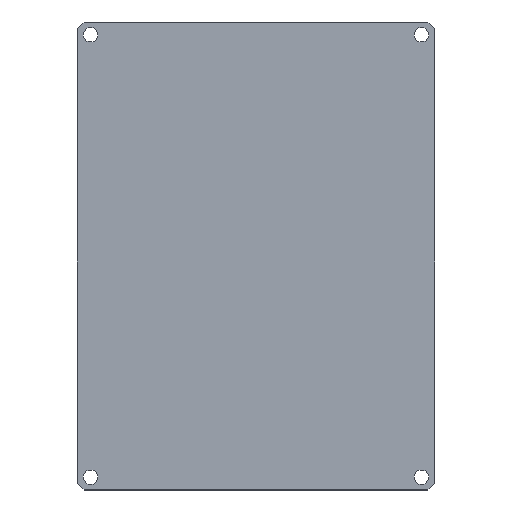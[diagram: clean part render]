
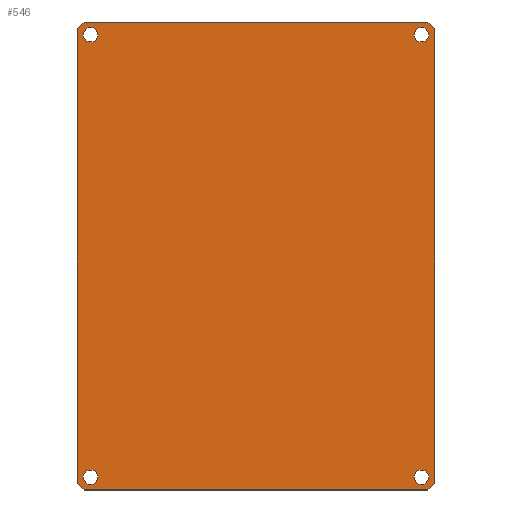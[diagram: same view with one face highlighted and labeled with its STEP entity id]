
A CAD part, top view. The second image highlights one B-rep face of the part: STEP entity #546.
In plain terms, the highlighted planar face has unit normal (0, 0, 1).
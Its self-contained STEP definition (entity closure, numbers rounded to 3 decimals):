
#6 = VERTEX_POINT ( 'NONE', #97 ) ;
#10 = CIRCLE ( 'NONE', #454, 3.175 ) ;
#15 = CARTESIAN_POINT ( 'NONE',  ( 75.5, 102.75, 2. ) ) ;
#17 = FACE_BOUND ( 'NONE', #247, .T. ) ;
#25 = CARTESIAN_POINT ( 'NONE',  ( -69.475, 97.15, 2. ) ) ;
#26 = DIRECTION ( 'NONE',  ( 0., 0., 1. ) ) ;
#32 = CARTESIAN_POINT ( 'NONE',  ( -75.825, 97.15, 2. ) ) ;
#35 = VECTOR ( 'NONE', #218, 1000. ) ;
#38 = AXIS2_PLACEMENT_3D ( 'NONE', #524, #381, #77 ) ;
#48 = LINE ( 'NONE', #516, #35 ) ;
#66 = VECTOR ( 'NONE', #213, 1000. ) ;
#72 = ORIENTED_EDGE ( 'NONE', *, *, #201, .T. ) ;
#75 = CARTESIAN_POINT ( 'NONE',  ( 78.5, -99.75, 2. ) ) ;
#77 = DIRECTION ( 'NONE',  ( 1., 0., 0. ) ) ;
#79 = VERTEX_POINT ( 'NONE', #15 ) ;
#80 = ORIENTED_EDGE ( 'NONE', *, *, #148, .F. ) ;
#83 = CARTESIAN_POINT ( 'NONE',  ( 178.25, 0., 2. ) ) ;
#86 = EDGE_LOOP ( 'NONE', ( #335, #315 ) ) ;
#91 = DIRECTION ( 'NONE',  ( -0.707, -0.707, 0. ) ) ;
#97 = CARTESIAN_POINT ( 'NONE',  ( -78.5, -99.75, 2. ) ) ;
#98 = VERTEX_POINT ( 'NONE', #558 ) ;
#99 = ORIENTED_EDGE ( 'NONE', *, *, #541, .T. ) ;
#100 = CIRCLE ( 'NONE', #425, 3.175 ) ;
#104 = EDGE_CURVE ( 'NONE', #445, #161, #149, .T. ) ;
#107 = CARTESIAN_POINT ( 'NONE',  ( -78.5, 99.75, 2. ) ) ;
#113 = DIRECTION ( 'NONE',  ( 0., 0., 1. ) ) ;
#114 = CARTESIAN_POINT ( 'NONE',  ( 75.825, -97.15, 2. ) ) ;
#115 = DIRECTION ( 'NONE',  ( 1., 0., 0. ) ) ;
#116 = CARTESIAN_POINT ( 'NONE',  ( -75.5, -102.75, 2. ) ) ;
#118 = DIRECTION ( 'NONE',  ( 1., 0., 0. ) ) ;
#122 = DIRECTION ( 'NONE',  ( 1., 0., 0. ) ) ;
#125 = CARTESIAN_POINT ( 'NONE',  ( 78.5, 99.75, 2. ) ) ;
#126 = CARTESIAN_POINT ( 'NONE',  ( -75.5, 102.75, 2. ) ) ;
#127 = VERTEX_POINT ( 'NONE', #320 ) ;
#136 = DIRECTION ( 'NONE',  ( 1., 0., 0. ) ) ;
#148 = EDGE_CURVE ( 'NONE', #467, #572, #10, .T. ) ;
#149 = CIRCLE ( 'NONE', #184, 3.175 ) ;
#150 = ORIENTED_EDGE ( 'NONE', *, *, #470, .T. ) ;
#154 = CARTESIAN_POINT ( 'NONE',  ( 72.65, 97.15, 2. ) ) ;
#156 = CIRCLE ( 'NONE', #38, 3.175 ) ;
#161 = VERTEX_POINT ( 'NONE', #25 ) ;
#166 = VERTEX_POINT ( 'NONE', #556 ) ;
#170 = EDGE_CURVE ( 'NONE', #407, #229, #483, .T. ) ;
#176 = FACE_BOUND ( 'NONE', #573, .T. ) ;
#184 = AXIS2_PLACEMENT_3D ( 'NONE', #376, #600, #605 ) ;
#201 = EDGE_CURVE ( 'NONE', #325, #166, #368, .T. ) ;
#209 = ORIENTED_EDGE ( 'NONE', *, *, #603, .F. ) ;
#211 = ORIENTED_EDGE ( 'NONE', *, *, #490, .T. ) ;
#212 = FACE_OUTER_BOUND ( 'NONE', #399, .T. ) ;
#213 = DIRECTION ( 'NONE',  ( 0.707, -0.707, 0. ) ) ;
#214 = DIRECTION ( 'NONE',  ( 0., 0., 1. ) ) ;
#215 = CARTESIAN_POINT ( 'NONE',  ( 75.5, 102.75, 2. ) ) ;
#218 = DIRECTION ( 'NONE',  ( 0., 1., 0. ) ) ;
#219 = AXIS2_PLACEMENT_3D ( 'NONE', #83, #436, #136 ) ;
#225 = CARTESIAN_POINT ( 'NONE',  ( -78.5, 99.75, 2. ) ) ;
#226 = ORIENTED_EDGE ( 'NONE', *, *, #458, .T. ) ;
#227 = VERTEX_POINT ( 'NONE', #75 ) ;
#229 = VERTEX_POINT ( 'NONE', #521 ) ;
#231 = VECTOR ( 'NONE', #518, 1000. ) ;
#235 = DIRECTION ( 'NONE',  ( 1., 0., 0. ) ) ;
#236 = AXIS2_PLACEMENT_3D ( 'NONE', #466, #416, #115 ) ;
#239 = FACE_BOUND ( 'NONE', #86, .T. ) ;
#247 = EDGE_LOOP ( 'NONE', ( #528, #80 ) ) ;
#248 = EDGE_CURVE ( 'NONE', #127, #474, #156, .T. ) ;
#264 = CARTESIAN_POINT ( 'NONE',  ( 72.65, -97.15, 2. ) ) ;
#266 = CARTESIAN_POINT ( 'NONE',  ( 75.825, 97.15, 2. ) ) ;
#276 = EDGE_CURVE ( 'NONE', #280, #79, #351, .T. ) ;
#280 = VERTEX_POINT ( 'NONE', #125 ) ;
#289 = DIRECTION ( 'NONE',  ( -1., 0., 0. ) ) ;
#292 = VECTOR ( 'NONE', #415, 1000. ) ;
#300 = FACE_BOUND ( 'NONE', #549, .T. ) ;
#304 = DIRECTION ( 'NONE',  ( 1., 0., 0. ) ) ;
#310 = VECTOR ( 'NONE', #91, 1000. ) ;
#315 = ORIENTED_EDGE ( 'NONE', *, *, #509, .F. ) ;
#316 = ORIENTED_EDGE ( 'NONE', *, *, #353, .T. ) ;
#318 = EDGE_CURVE ( 'NONE', #474, #127, #489, .T. ) ;
#320 = CARTESIAN_POINT ( 'NONE',  ( 69.475, -97.15, 2. ) ) ;
#324 = AXIS2_PLACEMENT_3D ( 'NONE', #264, #214, #122 ) ;
#325 = VERTEX_POINT ( 'NONE', #513 ) ;
#335 = ORIENTED_EDGE ( 'NONE', *, *, #104, .F. ) ;
#338 = AXIS2_PLACEMENT_3D ( 'NONE', #438, #525, #235 ) ;
#349 = ORIENTED_EDGE ( 'NONE', *, *, #318, .F. ) ;
#351 = LINE ( 'NONE', #215, #231 ) ;
#353 = EDGE_CURVE ( 'NONE', #227, #280, #48, .T. ) ;
#360 = CARTESIAN_POINT ( 'NONE',  ( -69.475, -97.15, 2. ) ) ;
#368 = LINE ( 'NONE', #116, #449 ) ;
#372 = ORIENTED_EDGE ( 'NONE', *, *, #504, .T. ) ;
#374 = LINE ( 'NONE', #225, #310 ) ;
#375 = VECTOR ( 'NONE', #289, 1000. ) ;
#376 = CARTESIAN_POINT ( 'NONE',  ( -72.65, 97.15, 2. ) ) ;
#378 = AXIS2_PLACEMENT_3D ( 'NONE', #154, #408, #304 ) ;
#379 = EDGE_CURVE ( 'NONE', #572, #467, #100, .T. ) ;
#381 = DIRECTION ( 'NONE',  ( 0., 0., 1. ) ) ;
#394 = CARTESIAN_POINT ( 'NONE',  ( -75.5, 102.75, 2. ) ) ;
#399 = EDGE_LOOP ( 'NONE', ( #418, #99, #372, #150, #211, #72, #226, #316 ) ) ;
#400 = CIRCLE ( 'NONE', #378, 3.175 ) ;
#407 = VERTEX_POINT ( 'NONE', #266 ) ;
#408 = DIRECTION ( 'NONE',  ( 0., 0., 1. ) ) ;
#413 = CIRCLE ( 'NONE', #338, 3.175 ) ;
#415 = DIRECTION ( 'NONE',  ( 0., -1., 0. ) ) ;
#416 = DIRECTION ( 'NONE',  ( 0., 0., 1. ) ) ;
#418 = ORIENTED_EDGE ( 'NONE', *, *, #276, .T. ) ;
#419 = CARTESIAN_POINT ( 'NONE',  ( -72.65, -97.15, 2. ) ) ;
#423 = CARTESIAN_POINT ( 'NONE',  ( 75.5, -102.75, 2. ) ) ;
#425 = AXIS2_PLACEMENT_3D ( 'NONE', #457, #26, #118 ) ;
#430 = DIRECTION ( 'NONE',  ( 0.707, 0.707, 0. ) ) ;
#434 = VERTEX_POINT ( 'NONE', #126 ) ;
#436 = DIRECTION ( 'NONE',  ( 0., 0., 1. ) ) ;
#438 = CARTESIAN_POINT ( 'NONE',  ( -72.65, 97.15, 2. ) ) ;
#445 = VERTEX_POINT ( 'NONE', #32 ) ;
#447 = LINE ( 'NONE', #423, #455 ) ;
#449 = VECTOR ( 'NONE', #570, 1000. ) ;
#454 = AXIS2_PLACEMENT_3D ( 'NONE', #419, #113, #553 ) ;
#455 = VECTOR ( 'NONE', #430, 1000. ) ;
#457 = CARTESIAN_POINT ( 'NONE',  ( -72.65, -97.15, 2. ) ) ;
#458 = EDGE_CURVE ( 'NONE', #166, #227, #447, .T. ) ;
#462 = LINE ( 'NONE', #394, #375 ) ;
#464 = CARTESIAN_POINT ( 'NONE',  ( -78.5, -99.75, 2. ) ) ;
#466 = CARTESIAN_POINT ( 'NONE',  ( 72.65, 97.15, 2. ) ) ;
#467 = VERTEX_POINT ( 'NONE', #360 ) ;
#470 = EDGE_CURVE ( 'NONE', #98, #6, #567, .T. ) ;
#474 = VERTEX_POINT ( 'NONE', #114 ) ;
#483 = CIRCLE ( 'NONE', #236, 3.175 ) ;
#484 = PLANE ( 'NONE',  #219 ) ;
#489 = CIRCLE ( 'NONE', #324, 3.175 ) ;
#490 = EDGE_CURVE ( 'NONE', #6, #325, #507, .T. ) ;
#504 = EDGE_CURVE ( 'NONE', #434, #98, #374, .T. ) ;
#507 = LINE ( 'NONE', #464, #66 ) ;
#509 = EDGE_CURVE ( 'NONE', #161, #445, #413, .T. ) ;
#511 = ORIENTED_EDGE ( 'NONE', *, *, #248, .F. ) ;
#513 = CARTESIAN_POINT ( 'NONE',  ( -75.5, -102.75, 2. ) ) ;
#516 = CARTESIAN_POINT ( 'NONE',  ( 78.5, 99.75, 2. ) ) ;
#518 = DIRECTION ( 'NONE',  ( -0.707, 0.707, 0. ) ) ;
#521 = CARTESIAN_POINT ( 'NONE',  ( 69.475, 97.15, 2. ) ) ;
#524 = CARTESIAN_POINT ( 'NONE',  ( 72.65, -97.15, 2. ) ) ;
#525 = DIRECTION ( 'NONE',  ( 0., 0., 1. ) ) ;
#528 = ORIENTED_EDGE ( 'NONE', *, *, #379, .F. ) ;
#533 = CARTESIAN_POINT ( 'NONE',  ( -75.825, -97.15, 2. ) ) ;
#541 = EDGE_CURVE ( 'NONE', #79, #434, #462, .T. ) ;
#546 = ADVANCED_FACE ( 'NONE', ( #176, #239, #212, #300, #17 ), #484, .T. ) ;
#548 = ORIENTED_EDGE ( 'NONE', *, *, #170, .F. ) ;
#549 = EDGE_LOOP ( 'NONE', ( #209, #548 ) ) ;
#553 = DIRECTION ( 'NONE',  ( 1., 0., 0. ) ) ;
#556 = CARTESIAN_POINT ( 'NONE',  ( 75.5, -102.75, 2. ) ) ;
#558 = CARTESIAN_POINT ( 'NONE',  ( -78.5, 99.75, 2. ) ) ;
#567 = LINE ( 'NONE', #107, #292 ) ;
#570 = DIRECTION ( 'NONE',  ( 1., 0., 0. ) ) ;
#572 = VERTEX_POINT ( 'NONE', #533 ) ;
#573 = EDGE_LOOP ( 'NONE', ( #511, #349 ) ) ;
#600 = DIRECTION ( 'NONE',  ( 0., 0., 1. ) ) ;
#603 = EDGE_CURVE ( 'NONE', #229, #407, #400, .T. ) ;
#605 = DIRECTION ( 'NONE',  ( 1., 0., 0. ) ) ;
